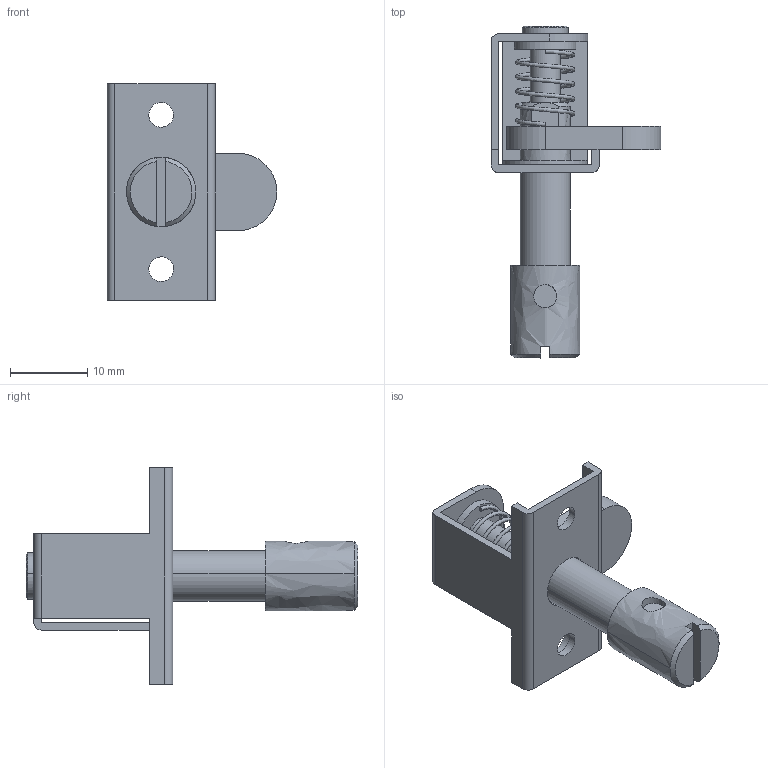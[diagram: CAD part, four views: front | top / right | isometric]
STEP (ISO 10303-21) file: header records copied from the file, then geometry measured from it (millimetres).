
FILE_DESCRIPTION((''),'2;1');
FILE_NAME('','2005-07-15T17:24:54',(''),(''),'','CADfix','');
FILE_SCHEMA(('AUTOMOTIVE_DESIGN'));
Length unit declared in the file: millimetre
Products named in the file (9): spring_A; screw; retainer; knob_B; knob_A; housing; guide; cam; TL_86A_19038_36
Assembly tree (8 placements, depth 2):
  TL_86A_19038_36
    spring_A
    screw
    retainer
    knob_B
    knob_A
    housing
    guide
    cam
Bounding box: 21.99 x 43 x 28 mm (x, y, z)
Volume: 3089.9 mm3; surface area: 4577.8 mm2
Topology: 8 solids, 8 shells, 120 faces, 358 edges, 260 vertices
Faces by surface type: bspline 120
Entity records: 6125 total; most frequent: CARTESIAN_POINT 3901, ORIENTED_EDGE 716, EDGE_CURVE 358, VERTEX_POINT 260, QUASI_UNIFORM_CURVE 153, EDGE_LOOP 142, FACE_OUTER_BOUND 120, ADVANCED_FACE 120
